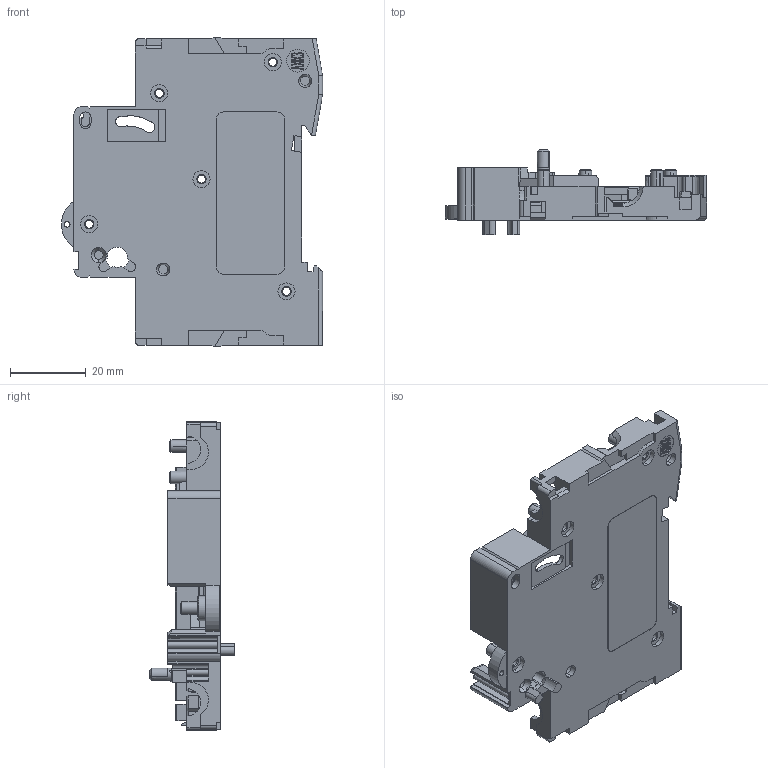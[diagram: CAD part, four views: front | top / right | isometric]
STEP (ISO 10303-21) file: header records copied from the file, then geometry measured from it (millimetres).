
FILE_DESCRIPTION((''),'2;1');
FILE_NAME('COUVERCLE','2015-02-26T',('SESA69708'),('Schneider-Electric'),'PRO/ENGINEER BY PARAMETRIC TECHNOLOGY CORPORATION, 2012420','PRO/ENGINEER BY PARAMETRIC TECHNOLOGY CORPORATION, 2012420','');
FILE_SCHEMA(('CONFIG_CONTROL_DESIGN'));
Length unit declared in the file: millimetre
Products named in the file (1): COUVERCLE
Bounding box: 68.8 x 22.6 x 81.4 mm (x, y, z)
Volume: 15375.2 mm3; surface area: 19506.6 mm2
Topology: 2 solids, 2 shells, 1860 faces, 5073 edges, 3268 vertices
Faces by surface type: plane 1337, cylinder 360, cone 102, torus 44, sphere 10, bspline 7
Entity records: 58971 total; most frequent: CARTESIAN_POINT 11832, ORIENTED_EDGE 10146, DIRECTION 9271, EDGE_CURVE 5073, VECTOR 4083, LINE 4083, VERTEX_POINT 3268, AXIS2_PLACEMENT_3D 2594
